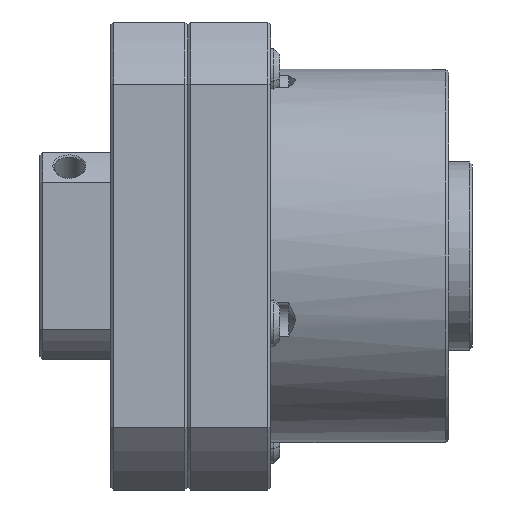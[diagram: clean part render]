
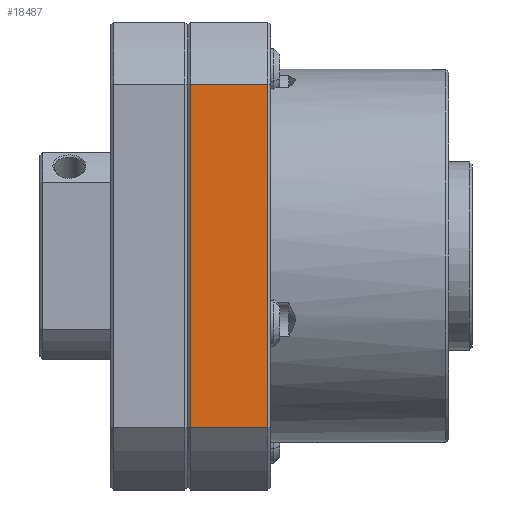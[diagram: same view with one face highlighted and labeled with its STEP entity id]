
A CAD part, front view. The second image highlights one B-rep face of the part: STEP entity #18487.
In plain terms, the highlighted planar face has unit normal (0, -1, 0).
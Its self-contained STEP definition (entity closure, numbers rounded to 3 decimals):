
#411 = EDGE_CURVE ( 'NONE', #20172, #22833, #3876, .T. ) ;
#412 = VERTEX_POINT ( 'NONE', #523 ) ;
#523 = CARTESIAN_POINT ( 'NONE',  ( 13.5, -39.5, -28.996 ) ) ;
#538 = VERTEX_POINT ( 'NONE', #17452 ) ;
#927 = DIRECTION ( 'NONE',  ( -1., 0., 0. ) ) ;
#1164 = VECTOR ( 'NONE', #9675, 1000. ) ;
#2077 = DIRECTION ( 'NONE',  ( 0., 0., 1. ) ) ;
#3249 = VECTOR ( 'NONE', #2077, 1000. ) ;
#3794 = EDGE_CURVE ( 'NONE', #412, #538, #10792, .T. ) ;
#3876 = LINE ( 'NONE', #18224, #3249 ) ;
#4757 = CARTESIAN_POINT ( 'NONE',  ( 44., -39.5, 28.996 ) ) ;
#8003 = ORIENTED_EDGE ( 'NONE', *, *, #15975, .T. ) ;
#8291 = LINE ( 'NONE', #4757, #13819 ) ;
#8655 = ORIENTED_EDGE ( 'NONE', *, *, #411, .F. ) ;
#9675 = DIRECTION ( 'NONE',  ( 1., 0., 0. ) ) ;
#9716 = FACE_OUTER_BOUND ( 'NONE', #21195, .T. ) ;
#9744 = CARTESIAN_POINT ( 'NONE',  ( 0.5, -39.5, 28.996 ) ) ;
#9757 = ORIENTED_EDGE ( 'NONE', *, *, #3794, .T. ) ;
#10792 = LINE ( 'NONE', #14450, #12297 ) ;
#10923 = CARTESIAN_POINT ( 'NONE',  ( 0.5, -39.5, -28.996 ) ) ;
#11484 = ORIENTED_EDGE ( 'NONE', *, *, #12393, .T. ) ;
#11708 = DIRECTION ( 'NONE',  ( 0., -1., 0. ) ) ;
#12297 = VECTOR ( 'NONE', #21706, 1000. ) ;
#12393 = EDGE_CURVE ( 'NONE', #20172, #412, #22473, .T. ) ;
#13819 = VECTOR ( 'NONE', #927, 1000. ) ;
#14450 = CARTESIAN_POINT ( 'NONE',  ( 13.5, -39.5, -39.5 ) ) ;
#15975 = EDGE_CURVE ( 'NONE', #538, #22833, #8291, .T. ) ;
#17006 = PLANE ( 'NONE',  #22475 ) ;
#17452 = CARTESIAN_POINT ( 'NONE',  ( 13.5, -39.5, 28.996 ) ) ;
#18224 = CARTESIAN_POINT ( 'NONE',  ( 0.5, -39.5, 0. ) ) ;
#18487 = ADVANCED_FACE ( 'NONE', ( #9716 ), #17006, .T. ) ;
#18858 = DIRECTION ( 'NONE',  ( 0., 0., -1. ) ) ;
#20172 = VERTEX_POINT ( 'NONE', #10923 ) ;
#21195 = EDGE_LOOP ( 'NONE', ( #11484, #9757, #8003, #8655 ) ) ;
#21706 = DIRECTION ( 'NONE',  ( 0., 0., 1. ) ) ;
#22156 = CARTESIAN_POINT ( 'NONE',  ( 44., -39.5, -39.5 ) ) ;
#22354 = CARTESIAN_POINT ( 'NONE',  ( 44., -39.5, -28.996 ) ) ;
#22473 = LINE ( 'NONE', #22354, #1164 ) ;
#22475 = AXIS2_PLACEMENT_3D ( 'NONE', #22156, #11708, #18858 ) ;
#22833 = VERTEX_POINT ( 'NONE', #9744 ) ;
